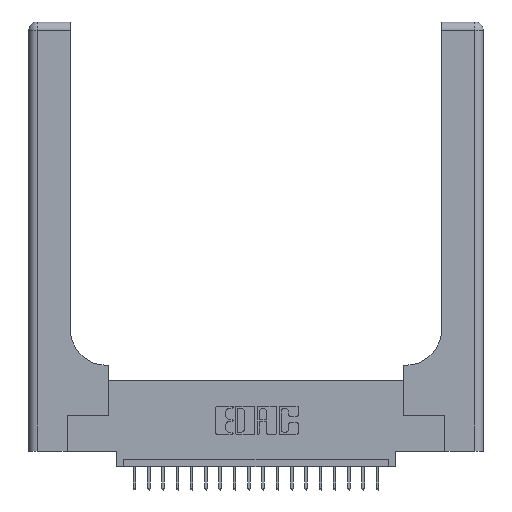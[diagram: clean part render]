
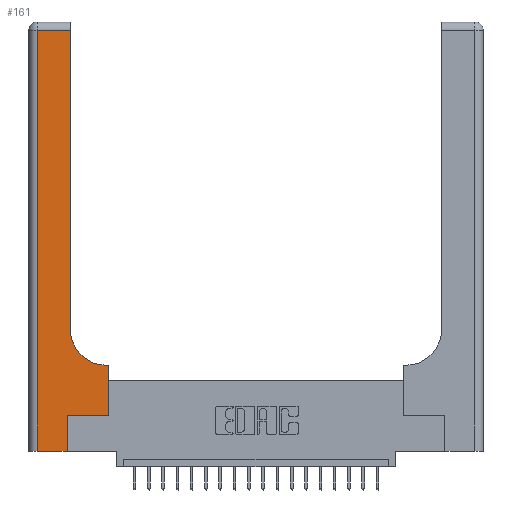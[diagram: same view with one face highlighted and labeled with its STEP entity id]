
A CAD part, top view. The second image highlights one B-rep face of the part: STEP entity #161.
In plain terms, the highlighted planar face has unit normal (0, 0, 1).
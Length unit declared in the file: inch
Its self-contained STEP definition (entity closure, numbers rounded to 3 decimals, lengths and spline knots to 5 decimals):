
#161 = ADVANCED_FACE ( 'NONE', ( #21140 ), #8556, .F. ) ;
#218 = CARTESIAN_POINT ( 'NONE',  ( 0.269, 0.25, 0.37 ) ) ;
#319 = LINE ( 'NONE', #10373, #11292 ) ;
#563 = CARTESIAN_POINT ( 'NONE',  ( 0.2915, 0.85, 0.37 ) ) ;
#1194 = VERTEX_POINT ( 'NONE', #10084 ) ;
#1515 = CARTESIAN_POINT ( 'NONE',  ( 0.06, 0., 0.37 ) ) ;
#1646 = CARTESIAN_POINT ( 'NONE',  ( 0., 3., 0.37 ) ) ;
#2007 = DIRECTION ( 'NONE',  ( 0., 0., -1. ) ) ;
#2326 = EDGE_CURVE ( 'NONE', #16397, #17588, #14105, .T. ) ;
#2362 = EDGE_CURVE ( 'NONE', #8225, #6208, #4202, .T. ) ;
#2419 = VECTOR ( 'NONE', #3748, 39.37008 ) ;
#2855 = CARTESIAN_POINT ( 'NONE',  ( 0.2915, 0.6, 0.37 ) ) ;
#2974 = EDGE_CURVE ( 'NONE', #17588, #9741, #11158, .T. ) ;
#3282 = VERTEX_POINT ( 'NONE', #1515 ) ;
#3466 = CARTESIAN_POINT ( 'NONE',  ( 0.5585, 0.25, 0.37 ) ) ;
#3477 = DIRECTION ( 'NONE',  ( -1., 0., 0. ) ) ;
#3748 = DIRECTION ( 'NONE',  ( 1., 0., 0. ) ) ;
#3815 = VERTEX_POINT ( 'NONE', #18239 ) ;
#4202 = LINE ( 'NONE', #10545, #13821 ) ;
#5416 = DIRECTION ( 'NONE',  ( 1., 0., 0. ) ) ;
#5784 = EDGE_CURVE ( 'NONE', #3815, #19645, #13806, .T. ) ;
#5891 = AXIS2_PLACEMENT_3D ( 'NONE', #12269, #2007, #5416 ) ;
#6208 = VERTEX_POINT ( 'NONE', #10185 ) ;
#6218 = CIRCLE ( 'NONE', #5891, 0.25 ) ;
#6674 = EDGE_CURVE ( 'NONE', #1194, #3282, #16760, .T. ) ;
#6677 = ORIENTED_EDGE ( 'NONE', *, *, #5784, .T. ) ;
#6998 = CARTESIAN_POINT ( 'NONE',  ( 0.5585, 0.25, 0.37 ) ) ;
#7083 = CARTESIAN_POINT ( 'NONE',  ( 0., 0., 0.37 ) ) ;
#7223 = EDGE_LOOP ( 'NONE', ( #16487, #13233, #13584, #19193, #6677, #9762, #11518, #14874, #8131 ) ) ;
#7442 = CARTESIAN_POINT ( 'NONE',  ( 0.269, 0., 0.37 ) ) ;
#7941 = DIRECTION ( 'NONE',  ( -1., 0., 0. ) ) ;
#8131 = ORIENTED_EDGE ( 'NONE', *, *, #11924, .T. ) ;
#8225 = VERTEX_POINT ( 'NONE', #563 ) ;
#8313 = LINE ( 'NONE', #218, #2419 ) ;
#8556 = PLANE ( 'NONE',  #18050 ) ;
#8839 = DIRECTION ( 'NONE',  ( 0., 1., 0. ) ) ;
#9741 = VERTEX_POINT ( 'NONE', #11574 ) ;
#9762 = ORIENTED_EDGE ( 'NONE', *, *, #22193, .T. ) ;
#10084 = CARTESIAN_POINT ( 'NONE',  ( 0.06, 2.94, 0.37 ) ) ;
#10185 = CARTESIAN_POINT ( 'NONE',  ( 0.2915, 2.94, 0.37 ) ) ;
#10373 = CARTESIAN_POINT ( 'NONE',  ( 0., 2.94, 0.37 ) ) ;
#10545 = CARTESIAN_POINT ( 'NONE',  ( 0.2915, 3., 0.37 ) ) ;
#10716 = CARTESIAN_POINT ( 'NONE',  ( 0.06, 3., 0.37 ) ) ;
#11158 = LINE ( 'NONE', #2855, #12492 ) ;
#11292 = VECTOR ( 'NONE', #21579, 39.37008 ) ;
#11518 = ORIENTED_EDGE ( 'NONE', *, *, #2326, .T. ) ;
#11574 = CARTESIAN_POINT ( 'NONE',  ( 0.5415, 0.6, 0.37 ) ) ;
#11924 = EDGE_CURVE ( 'NONE', #9741, #8225, #6218, .T. ) ;
#12269 = CARTESIAN_POINT ( 'NONE',  ( 0.5415, 0.85, 0.37 ) ) ;
#12405 = CARTESIAN_POINT ( 'NONE',  ( 0.269, 0.25, 0.37 ) ) ;
#12492 = VECTOR ( 'NONE', #7941, 39.37008 ) ;
#12770 = EDGE_CURVE ( 'NONE', #6208, #1194, #319, .T. ) ;
#13233 = ORIENTED_EDGE ( 'NONE', *, *, #12770, .T. ) ;
#13261 = VECTOR ( 'NONE', #13450, 39.37008 ) ;
#13450 = DIRECTION ( 'NONE',  ( 0., -1., 0. ) ) ;
#13584 = ORIENTED_EDGE ( 'NONE', *, *, #6674, .T. ) ;
#13621 = DIRECTION ( 'NONE',  ( 0., 0., -1. ) ) ;
#13806 = LINE ( 'NONE', #7442, #21297 ) ;
#13821 = VECTOR ( 'NONE', #15872, 39.37008 ) ;
#14105 = LINE ( 'NONE', #6998, #17877 ) ;
#14874 = ORIENTED_EDGE ( 'NONE', *, *, #2974, .T. ) ;
#15051 = CARTESIAN_POINT ( 'NONE',  ( 0.5585, 0.6, 0.37 ) ) ;
#15644 = DIRECTION ( 'NONE',  ( 1., 0., 0. ) ) ;
#15872 = DIRECTION ( 'NONE',  ( 0., 1., 0. ) ) ;
#16003 = VECTOR ( 'NONE', #15644, 39.37008 ) ;
#16397 = VERTEX_POINT ( 'NONE', #3466 ) ;
#16487 = ORIENTED_EDGE ( 'NONE', *, *, #2362, .T. ) ;
#16760 = LINE ( 'NONE', #10716, #13261 ) ;
#17588 = VERTEX_POINT ( 'NONE', #15051 ) ;
#17877 = VECTOR ( 'NONE', #8839, 39.37008 ) ;
#17898 = EDGE_CURVE ( 'NONE', #3282, #3815, #20502, .T. ) ;
#18050 = AXIS2_PLACEMENT_3D ( 'NONE', #1646, #13621, #3477 ) ;
#18239 = CARTESIAN_POINT ( 'NONE',  ( 0.269, 0., 0.37 ) ) ;
#19193 = ORIENTED_EDGE ( 'NONE', *, *, #17898, .T. ) ;
#19420 = DIRECTION ( 'NONE',  ( 0., 1., 0. ) ) ;
#19645 = VERTEX_POINT ( 'NONE', #12405 ) ;
#20502 = LINE ( 'NONE', #7083, #16003 ) ;
#21140 = FACE_OUTER_BOUND ( 'NONE', #7223, .T. ) ;
#21297 = VECTOR ( 'NONE', #19420, 39.37008 ) ;
#21579 = DIRECTION ( 'NONE',  ( -1., 0., 0. ) ) ;
#22193 = EDGE_CURVE ( 'NONE', #19645, #16397, #8313, .T. ) ;
